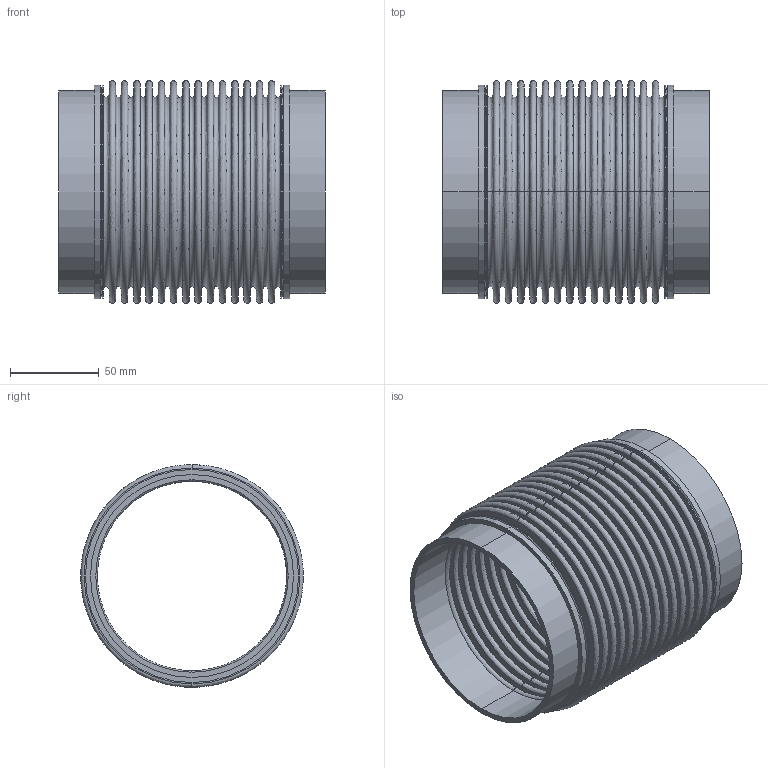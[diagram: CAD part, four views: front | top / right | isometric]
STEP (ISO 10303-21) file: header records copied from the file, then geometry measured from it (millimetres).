
FILE_DESCRIPTION( (''), '2;1');
FILE_NAME ('CAD714.120.PF100_17532.stp','2017-01-24T16:01:19',(''),(''),'spGate 12.6.6','','');
FILE_SCHEMA (('AUTOMOTIVE_DESIGN'));
Length unit declared in the file: millimetre
Products named in the file (4): Assembly; PF100-1; PF100-2; PF100-2_mr
Assembly tree (3 placements, depth 2):
  Assembly
    PF100-1
    PF100-2
    PF100-2_mr
Bounding box: 150 x 125.3 x 125.3 mm (x, y, z)
Volume: 80669.7 mm3; surface area: 286277.4 mm2
Topology: 3 solids, 3 shells, 210 faces, 420 edges, 276 vertices
Faces by surface type: bspline 124, plane 66, cylinder 20
Entity records: 12016 total; most frequent: CARTESIAN_POINT 4374, ORIENTED_EDGE 840, DIRECTION 740, COLOUR_RGB 633, PRESENTATION_STYLE_ASSIGNMENT 633, STYLED_ITEM 633, EDGE_CURVE 420, DRAUGHTING_PRE_DEFINED_CURVE_FONT 420
